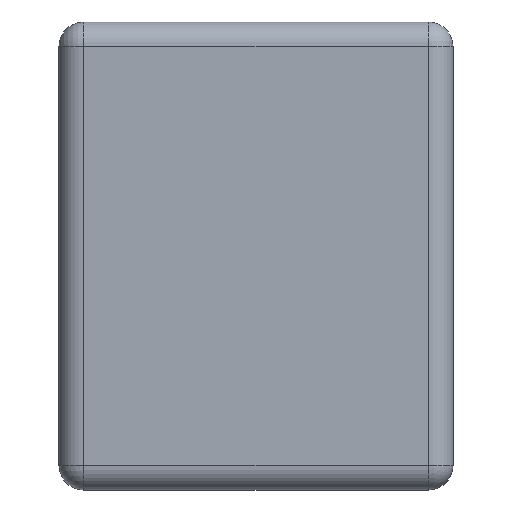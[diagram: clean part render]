
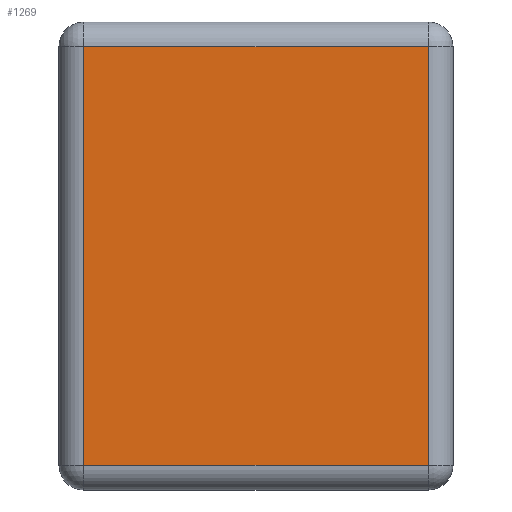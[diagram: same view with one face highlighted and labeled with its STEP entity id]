
A CAD part, left-side view. The second image highlights one B-rep face of the part: STEP entity #1269.
In plain terms, the highlighted planar face has unit normal (-1, 0, 0).
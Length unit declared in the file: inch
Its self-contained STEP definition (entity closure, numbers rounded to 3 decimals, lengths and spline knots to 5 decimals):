
#3 = CARTESIAN_POINT ( 'NONE',  ( -0.06299, -0.02756, 0.00694 ) ) ;
#50 = ORIENTED_EDGE ( 'NONE', *, *, #178, .F. ) ;
#95 = EDGE_CURVE ( 'NONE', #653, #275, #995, .T. ) ;
#100 = DIRECTION ( 'NONE',  ( 0., 0., -1. ) ) ;
#121 = CARTESIAN_POINT ( 'NONE',  ( -0.06299, 0.02756, 0.07387 ) ) ;
#164 = CARTESIAN_POINT ( 'NONE',  ( -0.06299, 0.02756, 0.00694 ) ) ;
#178 = EDGE_CURVE ( 'NONE', #653, #1139, #234, .T. ) ;
#230 = VECTOR ( 'NONE', #793, 39.37008 ) ;
#234 = LINE ( 'NONE', #888, #230 ) ;
#250 = DIRECTION ( 'NONE',  ( 0., 1., 0. ) ) ;
#275 = VERTEX_POINT ( 'NONE', #164 ) ;
#282 = VECTOR ( 'NONE', #250, 39.37008 ) ;
#291 = CARTESIAN_POINT ( 'NONE',  ( -0.06299, 0.02756, 0.07387 ) ) ;
#351 = EDGE_CURVE ( 'NONE', #1139, #834, #960, .T. ) ;
#374 = CARTESIAN_POINT ( 'NONE',  ( -0.06299, -0.02756, 0.07387 ) ) ;
#394 = VECTOR ( 'NONE', #100, 39.37008 ) ;
#434 = ORIENTED_EDGE ( 'NONE', *, *, #95, .T. ) ;
#456 = CARTESIAN_POINT ( 'NONE',  ( -0.06299, -0.02756, 0.00694 ) ) ;
#459 = VECTOR ( 'NONE', #1257, 39.37008 ) ;
#460 = EDGE_LOOP ( 'NONE', ( #50, #434, #782, #1237 ) ) ;
#653 = VERTEX_POINT ( 'NONE', #291 ) ;
#692 = PLANE ( 'NONE',  #767 ) ;
#767 = AXIS2_PLACEMENT_3D ( 'NONE', #1078, #1086, #894 ) ;
#782 = ORIENTED_EDGE ( 'NONE', *, *, #1098, .F. ) ;
#793 = DIRECTION ( 'NONE',  ( 0., -1., 0. ) ) ;
#834 = VERTEX_POINT ( 'NONE', #3 ) ;
#888 = CARTESIAN_POINT ( 'NONE',  ( -0.06299, 0.02756, 0.07387 ) ) ;
#894 = DIRECTION ( 'NONE',  ( 0., 0., 1. ) ) ;
#960 = LINE ( 'NONE', #374, #459 ) ;
#995 = LINE ( 'NONE', #121, #394 ) ;
#1060 = CARTESIAN_POINT ( 'NONE',  ( -0.06299, -0.02756, 0.07387 ) ) ;
#1072 = FACE_OUTER_BOUND ( 'NONE', #460, .T. ) ;
#1078 = CARTESIAN_POINT ( 'NONE',  ( -0.06299, 0.0315, 0.003 ) ) ;
#1086 = DIRECTION ( 'NONE',  ( -1., 0., 0. ) ) ;
#1098 = EDGE_CURVE ( 'NONE', #834, #275, #1123, .T. ) ;
#1123 = LINE ( 'NONE', #456, #282 ) ;
#1139 = VERTEX_POINT ( 'NONE', #1060 ) ;
#1237 = ORIENTED_EDGE ( 'NONE', *, *, #351, .F. ) ;
#1257 = DIRECTION ( 'NONE',  ( 0., 0., -1. ) ) ;
#1269 = ADVANCED_FACE ( 'NONE', ( #1072 ), #692, .T. ) ;
